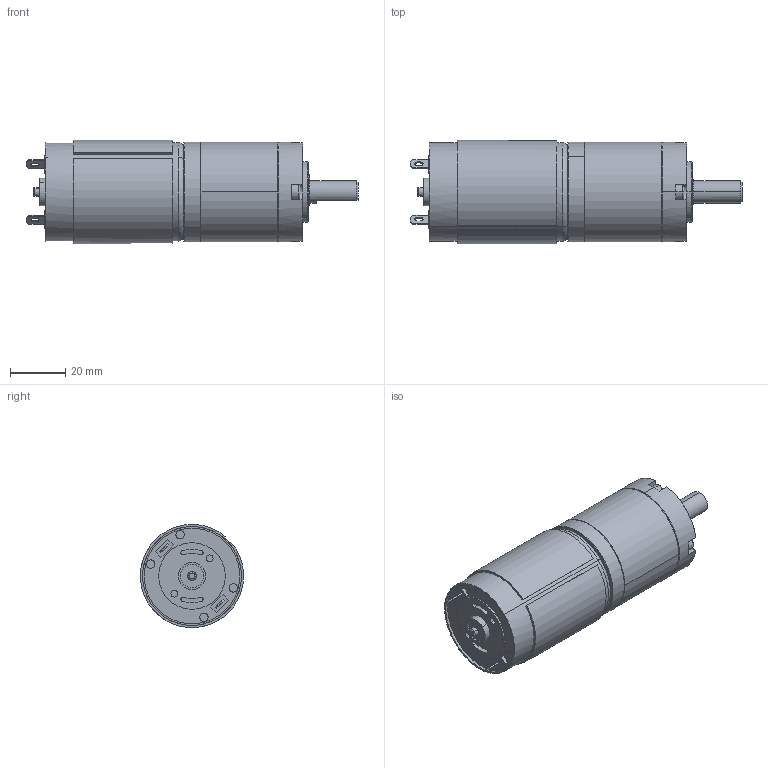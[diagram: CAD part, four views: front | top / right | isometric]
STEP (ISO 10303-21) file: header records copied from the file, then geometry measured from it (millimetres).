
FILE_DESCRIPTION((''),'2;1');
FILE_NAME('DM-36PM545-20240708_ASM','2024-07-15T',('86157'),(''),'PRO/ENGINEER BY PARAMETRIC TECHNOLOGY CORPORATION, 2010280','PRO/ENGINEER BY PARAMETRIC TECHNOLOGY CORPORATION, 2010280','');
FILE_SCHEMA(('CONFIG_CONTROL_DESIGN'));
Length unit declared in the file: millimetre
Products named in the file (20): 36RP-003_15; DM036P530001_1; DM058P520001-688ZZ_2; 36RP-000-1_ASM_3_ASM; DM036P360003_1; 36RP-004-ZHOU_3; 36RP-005_2; 36RP-000-2-ZHOU_ASM_4_ASM; 36RP-002-3B_21; DM036P530002_1; 36RP-000-3_ASM_8_ASM; MANIFOLD_SOLID_BREP_49_9; MANIFOLD_SOLID_BREP_41862; MANIFOLD_SOLID_BREP_44673; _545MOTOR_2; 545MOTOR_2_ASM; 36RP-000-5_ASM_6_ASM; M3X38_9-B3_1; 36RP-000-000_ASM_16_ASM; DM-36PM545-20240708_ASM
Assembly tree (26 placements, depth 5):
  DM-36PM545-20240708_ASM
    36RP-000-000_ASM_16_ASM
      36RP-000-3_ASM_8_ASM
        36RP-000-1_ASM_3_ASM
          36RP-003_15
          DM036P530001_1
          DM058P520001-688ZZ_2  x2
        DM036P360003_1  x2
        36RP-000-2-ZHOU_ASM_4_ASM
          36RP-004-ZHOU_3
          36RP-005_2  x3
        36RP-002-3B_21
        DM036P530002_1
      36RP-000-5_ASM_6_ASM
        MANIFOLD_SOLID_BREP_49_9
        545MOTOR_2_ASM
          MANIFOLD_SOLID_BREP_41862
          MANIFOLD_SOLID_BREP_44673
          _545MOTOR_2
      M3X38_9-B3_1  x4
Bounding box: 119.9 x 37.26 x 37.27 mm (x, y, z)
Volume: 83595.4 mm3; surface area: 33850.4 mm2
Topology: 19 solids, 29 shells, 1044 faces, 3020 edges, 2056 vertices
Faces by surface type: cylinder 551, plane 208, cone 143, extrusion 92, torus 50
Entity records: 35200 total; most frequent: CARTESIAN_POINT 9331, ORIENTED_EDGE 5540, DIRECTION 5203, EDGE_CURVE 2790, AXIS2_PLACEMENT_3D 2056, VERTEX_POINT 1904, CIRCLE 1125, VECTOR 1091
